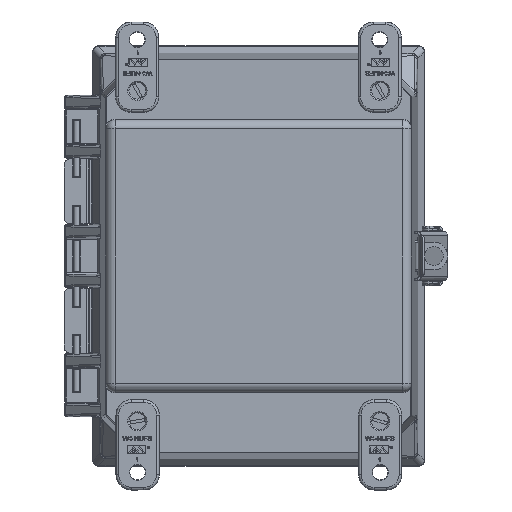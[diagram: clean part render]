
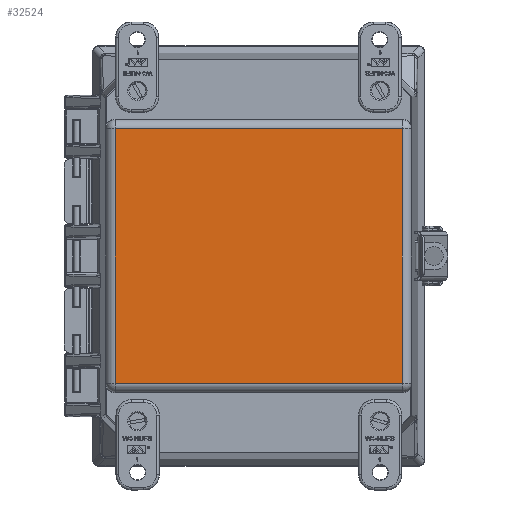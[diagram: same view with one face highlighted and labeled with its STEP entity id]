
A CAD part, front view. The second image highlights one B-rep face of the part: STEP entity #32524.
In plain terms, the highlighted planar face has unit normal (0, -1, 0).
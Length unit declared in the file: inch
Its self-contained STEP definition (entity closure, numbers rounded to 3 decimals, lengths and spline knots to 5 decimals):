
#3143 = CARTESIAN_POINT ( 'NONE',  ( -3.08539, -4.125, 2.56942 ) ) ;
#3478 = EDGE_CURVE ( 'NONE', #72471, #28582, #69870, .T. ) ;
#6539 = ORIENTED_EDGE ( 'NONE', *, *, #3478, .T. ) ;
#9271 = DIRECTION ( 'NONE',  ( 0., 0., -1. ) ) ;
#22757 = AXIS2_PLACEMENT_3D ( 'NONE', #55276, #64547, #9271 ) ;
#23323 = CARTESIAN_POINT ( 'NONE',  ( 3.08539, -4.125, -2.56942 ) ) ;
#27492 = VECTOR ( 'NONE', #89983, 39.37008 ) ;
#28582 = VERTEX_POINT ( 'NONE', #79519 ) ;
#28921 = CARTESIAN_POINT ( 'NONE',  ( 2.90481, -4.125, 2.75 ) ) ;
#32524 = ADVANCED_FACE ( 'NONE', ( #64249 ), #110459, .T. ) ;
#34752 = CARTESIAN_POINT ( 'NONE',  ( -2.90481, -4.125, -2.75 ) ) ;
#39530 = EDGE_CURVE ( 'NONE', #28582, #87070, #119384, .T. ) ;
#48216 = VECTOR ( 'NONE', #60017, 39.37008 ) ;
#48459 = VERTEX_POINT ( 'NONE', #91645 ) ;
#49089 = DIRECTION ( 'NONE',  ( -1., 0., 0. ) ) ;
#55276 = CARTESIAN_POINT ( 'NONE',  ( -3.36, -4.125, -4.25 ) ) ;
#56091 = EDGE_CURVE ( 'NONE', #87070, #48459, #57904, .T. ) ;
#57904 = LINE ( 'NONE', #3143, #98242 ) ;
#60017 = DIRECTION ( 'NONE',  ( 1., 0., 0. ) ) ;
#64249 = FACE_OUTER_BOUND ( 'NONE', #67673, .T. ) ;
#64547 = DIRECTION ( 'NONE',  ( 0., -1., 0. ) ) ;
#67673 = EDGE_LOOP ( 'NONE', ( #97739, #84634, #6539, #75611 ) ) ;
#69870 = LINE ( 'NONE', #23323, #48216 ) ;
#70802 = LINE ( 'NONE', #34752, #27492 ) ;
#72471 = VERTEX_POINT ( 'NONE', #117748 ) ;
#75611 = ORIENTED_EDGE ( 'NONE', *, *, #39530, .T. ) ;
#79519 = CARTESIAN_POINT ( 'NONE',  ( 2.90481, -4.125, -2.56942 ) ) ;
#82588 = EDGE_CURVE ( 'NONE', #48459, #72471, #70802, .T. ) ;
#84155 = DIRECTION ( 'NONE',  ( 0., 0., 1. ) ) ;
#84634 = ORIENTED_EDGE ( 'NONE', *, *, #82588, .T. ) ;
#87070 = VERTEX_POINT ( 'NONE', #93017 ) ;
#89983 = DIRECTION ( 'NONE',  ( 0., 0., -1. ) ) ;
#91645 = CARTESIAN_POINT ( 'NONE',  ( -2.90481, -4.125, 2.56942 ) ) ;
#92021 = VECTOR ( 'NONE', #84155, 39.37008 ) ;
#93017 = CARTESIAN_POINT ( 'NONE',  ( 2.90481, -4.125, 2.56942 ) ) ;
#97739 = ORIENTED_EDGE ( 'NONE', *, *, #56091, .T. ) ;
#98242 = VECTOR ( 'NONE', #49089, 39.37008 ) ;
#110459 = PLANE ( 'NONE',  #22757 ) ;
#117748 = CARTESIAN_POINT ( 'NONE',  ( -2.90481, -4.125, -2.56942 ) ) ;
#119384 = LINE ( 'NONE', #28921, #92021 ) ;
